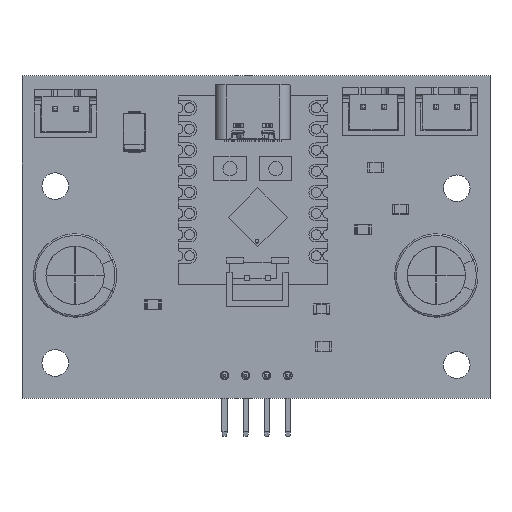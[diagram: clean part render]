
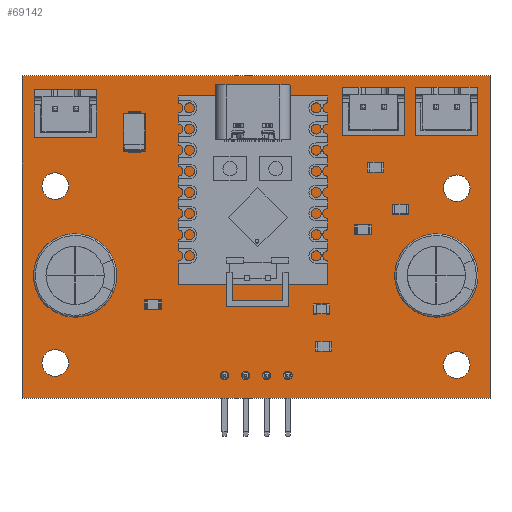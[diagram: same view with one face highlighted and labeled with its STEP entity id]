
A CAD part, top view. The second image highlights one B-rep face of the part: STEP entity #69142.
In plain terms, the highlighted planar face has unit normal (0, 0, 1).
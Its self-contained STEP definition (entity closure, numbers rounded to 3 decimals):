
#68832 = VERTEX_POINT('',#68833);
#68833 = CARTESIAN_POINT('',(173.25,-119.25,1.51));
#68839 = EDGE_CURVE('',#68832,#68840,#68842,.T.);
#68840 = VERTEX_POINT('',#68841);
#68841 = CARTESIAN_POINT('',(117.,-119.25,1.51));
#68842 = LINE('',#68843,#68844);
#68843 = CARTESIAN_POINT('',(173.25,-119.25,1.51));
#68844 = VECTOR('',#68845,1.);
#68845 = DIRECTION('',(-1.,0.,0.));
#68872 = VERTEX_POINT('',#68873);
#68873 = CARTESIAN_POINT('',(173.25,-80.5,1.51));
#68879 = EDGE_CURVE('',#68872,#68832,#68880,.T.);
#68880 = LINE('',#68881,#68882);
#68881 = CARTESIAN_POINT('',(173.25,-80.5,1.51));
#68882 = VECTOR('',#68883,1.);
#68883 = DIRECTION('',(0.,-1.,0.));
#68901 = EDGE_CURVE('',#68840,#68902,#68904,.T.);
#68902 = VERTEX_POINT('',#68903);
#68903 = CARTESIAN_POINT('',(117.,-80.5,1.51));
#68904 = LINE('',#68905,#68906);
#68905 = CARTESIAN_POINT('',(117.,-119.25,1.51));
#68906 = VECTOR('',#68907,1.);
#68907 = DIRECTION('',(0.,1.,0.));
#69142 = ADVANCED_FACE('',(#69143,#69154,#69165,#69176,#69187,#69198,
    #69209,#69220,#69231,#69242,#69253,#69264,#69275,#69286,#69297,
    #69308,#69319,#69330,#69341),#69352,.T.);
#69143 = FACE_BOUND('',#69144,.T.);
#69144 = EDGE_LOOP('',(#69145,#69146,#69147,#69153));
#69145 = ORIENTED_EDGE('',*,*,#68839,.F.);
#69146 = ORIENTED_EDGE('',*,*,#68879,.F.);
#69147 = ORIENTED_EDGE('',*,*,#69148,.F.);
#69148 = EDGE_CURVE('',#68902,#68872,#69149,.T.);
#69149 = LINE('',#69150,#69151);
#69150 = CARTESIAN_POINT('',(117.,-80.5,1.51));
#69151 = VECTOR('',#69152,1.);
#69152 = DIRECTION('',(1.,0.,0.));
#69153 = ORIENTED_EDGE('',*,*,#68901,.F.);
#69154 = FACE_BOUND('',#69155,.T.);
#69155 = EDGE_LOOP('',(#69156));
#69156 = ORIENTED_EDGE('',*,*,#69157,.T.);
#69157 = EDGE_CURVE('',#69158,#69158,#69160,.T.);
#69158 = VERTEX_POINT('',#69159);
#69159 = CARTESIAN_POINT('',(121.,-116.6,1.51));
#69160 = CIRCLE('',#69161,1.6);
#69161 = AXIS2_PLACEMENT_3D('',#69162,#69163,#69164);
#69162 = CARTESIAN_POINT('',(121.,-115.,1.51));
#69163 = DIRECTION('',(-0.,0.,-1.));
#69164 = DIRECTION('',(-0.,-1.,0.));
#69165 = FACE_BOUND('',#69166,.T.);
#69166 = EDGE_LOOP('',(#69167));
#69167 = ORIENTED_EDGE('',*,*,#69168,.T.);
#69168 = EDGE_CURVE('',#69169,#69169,#69171,.T.);
#69169 = VERTEX_POINT('',#69170);
#69170 = CARTESIAN_POINT('',(141.34,-117.,1.51));
#69171 = CIRCLE('',#69172,0.5);
#69172 = AXIS2_PLACEMENT_3D('',#69173,#69174,#69175);
#69173 = CARTESIAN_POINT('',(141.34,-116.5,1.51));
#69174 = DIRECTION('',(-0.,0.,-1.));
#69175 = DIRECTION('',(-0.,-1.,0.));
#69176 = FACE_BOUND('',#69177,.T.);
#69177 = EDGE_LOOP('',(#69178));
#69178 = ORIENTED_EDGE('',*,*,#69179,.T.);
#69179 = EDGE_CURVE('',#69180,#69180,#69182,.T.);
#69180 = VERTEX_POINT('',#69181);
#69181 = CARTESIAN_POINT('',(143.88,-117.,1.51));
#69182 = CIRCLE('',#69183,0.5);
#69183 = AXIS2_PLACEMENT_3D('',#69184,#69185,#69186);
#69184 = CARTESIAN_POINT('',(143.88,-116.5,1.51));
#69185 = DIRECTION('',(-0.,0.,-1.));
#69186 = DIRECTION('',(-0.,-1.,0.));
#69187 = FACE_BOUND('',#69188,.T.);
#69188 = EDGE_LOOP('',(#69189));
#69189 = ORIENTED_EDGE('',*,*,#69190,.T.);
#69190 = EDGE_CURVE('',#69191,#69191,#69193,.T.);
#69191 = VERTEX_POINT('',#69192);
#69192 = CARTESIAN_POINT('',(120.882,-105.,1.51));
#69193 = CIRCLE('',#69194,0.5);
#69194 = AXIS2_PLACEMENT_3D('',#69195,#69196,#69197);
#69195 = CARTESIAN_POINT('',(120.882,-104.5,1.51));
#69196 = DIRECTION('',(-0.,0.,-1.));
#69197 = DIRECTION('',(-0.,-1.,0.));
#69198 = FACE_BOUND('',#69199,.T.);
#69199 = EDGE_LOOP('',(#69200));
#69200 = ORIENTED_EDGE('',*,*,#69201,.T.);
#69201 = EDGE_CURVE('',#69202,#69202,#69204,.T.);
#69202 = VERTEX_POINT('',#69203);
#69203 = CARTESIAN_POINT('',(125.882,-105.,1.51));
#69204 = CIRCLE('',#69205,0.5);
#69205 = AXIS2_PLACEMENT_3D('',#69206,#69207,#69208);
#69206 = CARTESIAN_POINT('',(125.882,-104.5,1.51));
#69207 = DIRECTION('',(-0.,0.,-1.));
#69208 = DIRECTION('',(-0.,-1.,0.));
#69209 = FACE_BOUND('',#69210,.T.);
#69210 = EDGE_LOOP('',(#69211));
#69211 = ORIENTED_EDGE('',*,*,#69212,.T.);
#69212 = EDGE_CURVE('',#69213,#69213,#69215,.T.);
#69213 = VERTEX_POINT('',#69214);
#69214 = CARTESIAN_POINT('',(146.42,-117.,1.51));
#69215 = CIRCLE('',#69216,0.5);
#69216 = AXIS2_PLACEMENT_3D('',#69217,#69218,#69219);
#69217 = CARTESIAN_POINT('',(146.42,-116.5,1.51));
#69218 = DIRECTION('',(-0.,0.,-1.));
#69219 = DIRECTION('',(-0.,-1.,0.));
#69220 = FACE_BOUND('',#69221,.T.);
#69221 = EDGE_LOOP('',(#69222));
#69222 = ORIENTED_EDGE('',*,*,#69223,.T.);
#69223 = EDGE_CURVE('',#69224,#69224,#69226,.T.);
#69224 = VERTEX_POINT('',#69225);
#69225 = CARTESIAN_POINT('',(148.96,-117.,1.51));
#69226 = CIRCLE('',#69227,0.5);
#69227 = AXIS2_PLACEMENT_3D('',#69228,#69229,#69230);
#69228 = CARTESIAN_POINT('',(148.96,-116.5,1.51));
#69229 = DIRECTION('',(-0.,0.,-1.));
#69230 = DIRECTION('',(-0.,-1.,0.));
#69231 = FACE_BOUND('',#69232,.T.);
#69232 = EDGE_LOOP('',(#69233));
#69233 = ORIENTED_EDGE('',*,*,#69234,.T.);
#69234 = EDGE_CURVE('',#69235,#69235,#69237,.T.);
#69235 = VERTEX_POINT('',#69236);
#69236 = CARTESIAN_POINT('',(169.25,-116.85,1.51));
#69237 = CIRCLE('',#69238,1.6);
#69238 = AXIS2_PLACEMENT_3D('',#69239,#69240,#69241);
#69239 = CARTESIAN_POINT('',(169.25,-115.25,1.51));
#69240 = DIRECTION('',(-0.,0.,-1.));
#69241 = DIRECTION('',(-0.,-1.,0.));
#69242 = FACE_BOUND('',#69243,.T.);
#69243 = EDGE_LOOP('',(#69244));
#69244 = ORIENTED_EDGE('',*,*,#69245,.T.);
#69245 = EDGE_CURVE('',#69246,#69246,#69248,.T.);
#69246 = VERTEX_POINT('',#69247);
#69247 = CARTESIAN_POINT('',(164.3,-105.,1.51));
#69248 = CIRCLE('',#69249,0.5);
#69249 = AXIS2_PLACEMENT_3D('',#69250,#69251,#69252);
#69250 = CARTESIAN_POINT('',(164.3,-104.5,1.51));
#69251 = DIRECTION('',(-0.,0.,-1.));
#69252 = DIRECTION('',(-0.,-1.,0.));
#69253 = FACE_BOUND('',#69254,.T.);
#69254 = EDGE_LOOP('',(#69255));
#69255 = ORIENTED_EDGE('',*,*,#69256,.T.);
#69256 = EDGE_CURVE('',#69257,#69257,#69259,.T.);
#69257 = VERTEX_POINT('',#69258);
#69258 = CARTESIAN_POINT('',(169.3,-105.,1.51));
#69259 = CIRCLE('',#69260,0.5);
#69260 = AXIS2_PLACEMENT_3D('',#69261,#69262,#69263);
#69261 = CARTESIAN_POINT('',(169.3,-104.5,1.51));
#69262 = DIRECTION('',(-0.,0.,-1.));
#69263 = DIRECTION('',(-0.,-1.,0.));
#69264 = FACE_BOUND('',#69265,.T.);
#69265 = EDGE_LOOP('',(#69266));
#69266 = ORIENTED_EDGE('',*,*,#69267,.T.);
#69267 = EDGE_CURVE('',#69268,#69268,#69270,.T.);
#69268 = VERTEX_POINT('',#69269);
#69269 = CARTESIAN_POINT('',(121.,-95.35,1.51));
#69270 = CIRCLE('',#69271,1.6);
#69271 = AXIS2_PLACEMENT_3D('',#69272,#69273,#69274);
#69272 = CARTESIAN_POINT('',(121.,-93.75,1.51));
#69273 = DIRECTION('',(-0.,0.,-1.));
#69274 = DIRECTION('',(-0.,-1.,0.));
#69275 = FACE_BOUND('',#69276,.T.);
#69276 = EDGE_LOOP('',(#69277));
#69277 = ORIENTED_EDGE('',*,*,#69278,.T.);
#69278 = EDGE_CURVE('',#69279,#69279,#69281,.T.);
#69279 = VERTEX_POINT('',#69280);
#69280 = CARTESIAN_POINT('',(121.,-85.,1.51));
#69281 = CIRCLE('',#69282,0.5);
#69282 = AXIS2_PLACEMENT_3D('',#69283,#69284,#69285);
#69283 = CARTESIAN_POINT('',(121.,-84.5,1.51));
#69284 = DIRECTION('',(-0.,0.,-1.));
#69285 = DIRECTION('',(-0.,-1.,0.));
#69286 = FACE_BOUND('',#69287,.T.);
#69287 = EDGE_LOOP('',(#69288));
#69288 = ORIENTED_EDGE('',*,*,#69289,.T.);
#69289 = EDGE_CURVE('',#69290,#69290,#69292,.T.);
#69290 = VERTEX_POINT('',#69291);
#69291 = CARTESIAN_POINT('',(123.5,-85.,1.51));
#69292 = CIRCLE('',#69293,0.5);
#69293 = AXIS2_PLACEMENT_3D('',#69294,#69295,#69296);
#69294 = CARTESIAN_POINT('',(123.5,-84.5,1.51));
#69295 = DIRECTION('',(-0.,0.,-1.));
#69296 = DIRECTION('',(-0.,-1.,0.));
#69297 = FACE_BOUND('',#69298,.T.);
#69298 = EDGE_LOOP('',(#69299));
#69299 = ORIENTED_EDGE('',*,*,#69300,.T.);
#69300 = EDGE_CURVE('',#69301,#69301,#69303,.T.);
#69301 = VERTEX_POINT('',#69302);
#69302 = CARTESIAN_POINT('',(169.25,-95.6,1.51));
#69303 = CIRCLE('',#69304,1.6);
#69304 = AXIS2_PLACEMENT_3D('',#69305,#69306,#69307);
#69305 = CARTESIAN_POINT('',(169.25,-94.,1.51));
#69306 = DIRECTION('',(-0.,0.,-1.));
#69307 = DIRECTION('',(-0.,-1.,0.));
#69308 = FACE_BOUND('',#69309,.T.);
#69309 = EDGE_LOOP('',(#69310));
#69310 = ORIENTED_EDGE('',*,*,#69311,.T.);
#69311 = EDGE_CURVE('',#69312,#69312,#69314,.T.);
#69312 = VERTEX_POINT('',#69313);
#69313 = CARTESIAN_POINT('',(158.,-84.75,1.51));
#69314 = CIRCLE('',#69315,0.5);
#69315 = AXIS2_PLACEMENT_3D('',#69316,#69317,#69318);
#69316 = CARTESIAN_POINT('',(158.,-84.25,1.51));
#69317 = DIRECTION('',(-0.,0.,-1.));
#69318 = DIRECTION('',(-0.,-1.,0.));
#69319 = FACE_BOUND('',#69320,.T.);
#69320 = EDGE_LOOP('',(#69321));
#69321 = ORIENTED_EDGE('',*,*,#69322,.T.);
#69322 = EDGE_CURVE('',#69323,#69323,#69325,.T.);
#69323 = VERTEX_POINT('',#69324);
#69324 = CARTESIAN_POINT('',(160.5,-84.75,1.51));
#69325 = CIRCLE('',#69326,0.5);
#69326 = AXIS2_PLACEMENT_3D('',#69327,#69328,#69329);
#69327 = CARTESIAN_POINT('',(160.5,-84.25,1.51));
#69328 = DIRECTION('',(-0.,0.,-1.));
#69329 = DIRECTION('',(-0.,-1.,0.));
#69330 = FACE_BOUND('',#69331,.T.);
#69331 = EDGE_LOOP('',(#69332));
#69332 = ORIENTED_EDGE('',*,*,#69333,.T.);
#69333 = EDGE_CURVE('',#69334,#69334,#69336,.T.);
#69334 = VERTEX_POINT('',#69335);
#69335 = CARTESIAN_POINT('',(166.75,-84.75,1.51));
#69336 = CIRCLE('',#69337,0.5);
#69337 = AXIS2_PLACEMENT_3D('',#69338,#69339,#69340);
#69338 = CARTESIAN_POINT('',(166.75,-84.25,1.51));
#69339 = DIRECTION('',(-0.,0.,-1.));
#69340 = DIRECTION('',(-0.,-1.,0.));
#69341 = FACE_BOUND('',#69342,.T.);
#69342 = EDGE_LOOP('',(#69343));
#69343 = ORIENTED_EDGE('',*,*,#69344,.T.);
#69344 = EDGE_CURVE('',#69345,#69345,#69347,.T.);
#69345 = VERTEX_POINT('',#69346);
#69346 = CARTESIAN_POINT('',(169.25,-84.75,1.51));
#69347 = CIRCLE('',#69348,0.5);
#69348 = AXIS2_PLACEMENT_3D('',#69349,#69350,#69351);
#69349 = CARTESIAN_POINT('',(169.25,-84.25,1.51));
#69350 = DIRECTION('',(-0.,0.,-1.));
#69351 = DIRECTION('',(-0.,-1.,0.));
#69352 = PLANE('',#69353);
#69353 = AXIS2_PLACEMENT_3D('',#69354,#69355,#69356);
#69354 = CARTESIAN_POINT('',(0.,0.,1.51));
#69355 = DIRECTION('',(0.,0.,1.));
#69356 = DIRECTION('',(1.,0.,-0.));
